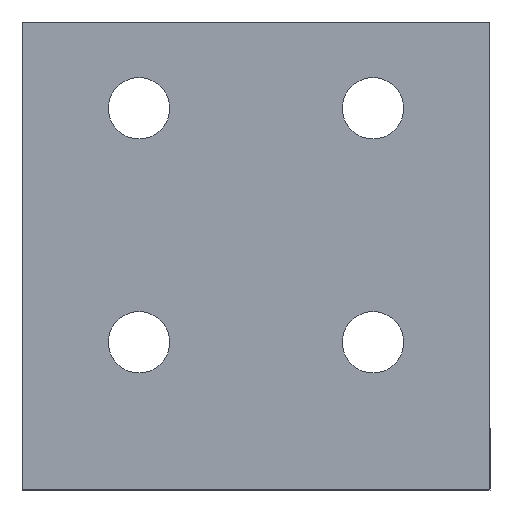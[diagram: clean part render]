
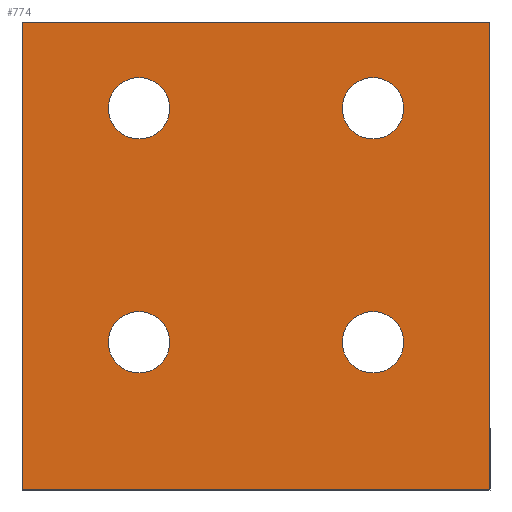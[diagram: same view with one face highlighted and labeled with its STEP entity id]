
A CAD part, left-side view. The second image highlights one B-rep face of the part: STEP entity #774.
In plain terms, the highlighted planar face has unit normal (-1, 0, 0).
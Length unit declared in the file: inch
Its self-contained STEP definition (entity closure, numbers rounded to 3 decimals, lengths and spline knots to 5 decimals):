
#2 = DIRECTION ( 'NONE',  ( 0., 0., -1. ) ) ;
#5 = CARTESIAN_POINT ( 'NONE',  ( -1.81445, 1.125, -0.68842 ) ) ;
#9 = CARTESIAN_POINT ( 'NONE',  ( -1.81445, 1.125, -0.78685 ) ) ;
#12 = CARTESIAN_POINT ( 'NONE',  ( -1.81445, 1.125, -0.88527 ) ) ;
#22 = CIRCLE ( 'NONE', #535, 0.09843 ) ;
#26 = VERTEX_POINT ( 'NONE', #813 ) ;
#44 = CIRCLE ( 'NONE', #192, 0.09843 ) ;
#45 = DIRECTION ( 'NONE',  ( 0., 0., 1. ) ) ;
#47 = ORIENTED_EDGE ( 'NONE', *, *, #126, .T. ) ;
#55 = CIRCLE ( 'NONE', #378, 0.09843 ) ;
#70 = VECTOR ( 'NONE', #529, 39.37008 ) ;
#77 = CIRCLE ( 'NONE', #211, 0.09843 ) ;
#79 = CARTESIAN_POINT ( 'NONE',  ( -1.81445, 1.5, -1.26027 ) ) ;
#85 = ORIENTED_EDGE ( 'NONE', *, *, #329, .F. ) ;
#89 = DIRECTION ( 'NONE',  ( 1., 0., 0. ) ) ;
#98 = VERTEX_POINT ( 'NONE', #425 ) ;
#100 = LINE ( 'NONE', #320, #327 ) ;
#124 = VERTEX_POINT ( 'NONE', #5 ) ;
#126 = EDGE_CURVE ( 'NONE', #124, #173, #321, .T. ) ;
#139 = CARTESIAN_POINT ( 'NONE',  ( -1.81445, 1.125, -0.03685 ) ) ;
#173 = VERTEX_POINT ( 'NONE', #12 ) ;
#175 = CIRCLE ( 'NONE', #348, 0.09843 ) ;
#178 = EDGE_LOOP ( 'NONE', ( #420, #801 ) ) ;
#183 = CARTESIAN_POINT ( 'NONE',  ( -1.81445, 1.5, 0.23973 ) ) ;
#192 = AXIS2_PLACEMENT_3D ( 'NONE', #556, #777, #630 ) ;
#206 = AXIS2_PLACEMENT_3D ( 'NONE', #497, #89, #222 ) ;
#211 = AXIS2_PLACEMENT_3D ( 'NONE', #386, #738, #456 ) ;
#216 = DIRECTION ( 'NONE',  ( 0., 0., -1. ) ) ;
#222 = DIRECTION ( 'NONE',  ( 0., 0., -1. ) ) ;
#237 = EDGE_CURVE ( 'NONE', #882, #26, #175, .T. ) ;
#242 = LINE ( 'NONE', #79, #876 ) ;
#263 = DIRECTION ( 'NONE',  ( 1., 0., 0. ) ) ;
#271 = CARTESIAN_POINT ( 'NONE',  ( -1.81445, 0., 0.23973 ) ) ;
#277 = DIRECTION ( 'NONE',  ( 1., 0., 0. ) ) ;
#303 = VERTEX_POINT ( 'NONE', #511 ) ;
#318 = ORIENTED_EDGE ( 'NONE', *, *, #516, .T. ) ;
#320 = CARTESIAN_POINT ( 'NONE',  ( -1.81445, 1.5, 0.23973 ) ) ;
#321 = CIRCLE ( 'NONE', #688, 0.09843 ) ;
#327 = VECTOR ( 'NONE', #390, 39.37008 ) ;
#329 = EDGE_CURVE ( 'NONE', #611, #406, #795, .T. ) ;
#331 = AXIS2_PLACEMENT_3D ( 'NONE', #139, #277, #2 ) ;
#338 = EDGE_CURVE ( 'NONE', #173, #124, #77, .T. ) ;
#344 = FACE_OUTER_BOUND ( 'NONE', #575, .T. ) ;
#348 = AXIS2_PLACEMENT_3D ( 'NONE', #865, #779, #429 ) ;
#353 = EDGE_CURVE ( 'NONE', #770, #614, #55, .T. ) ;
#372 = CARTESIAN_POINT ( 'NONE',  ( -1.81445, 0.375, -0.13527 ) ) ;
#378 = AXIS2_PLACEMENT_3D ( 'NONE', #870, #263, #452 ) ;
#379 = DIRECTION ( 'NONE',  ( 0., 0., -1. ) ) ;
#383 = EDGE_CURVE ( 'NONE', #406, #483, #100, .T. ) ;
#386 = CARTESIAN_POINT ( 'NONE',  ( -1.81445, 1.125, -0.78685 ) ) ;
#390 = DIRECTION ( 'NONE',  ( 0., -1., 0. ) ) ;
#395 = ORIENTED_EDGE ( 'NONE', *, *, #831, .T. ) ;
#396 = FACE_BOUND ( 'NONE', #473, .T. ) ;
#406 = VERTEX_POINT ( 'NONE', #736 ) ;
#408 = VERTEX_POINT ( 'NONE', #727 ) ;
#414 = VECTOR ( 'NONE', #45, 39.37008 ) ;
#420 = ORIENTED_EDGE ( 'NONE', *, *, #237, .T. ) ;
#425 = CARTESIAN_POINT ( 'NONE',  ( -1.81445, 0., -1.26027 ) ) ;
#429 = DIRECTION ( 'NONE',  ( 0., 0., -1. ) ) ;
#434 = CIRCLE ( 'NONE', #463, 0.09843 ) ;
#439 = CIRCLE ( 'NONE', #331, 0.09843 ) ;
#440 = EDGE_LOOP ( 'NONE', ( #395, #889 ) ) ;
#452 = DIRECTION ( 'NONE',  ( 0., 0., -1. ) ) ;
#456 = DIRECTION ( 'NONE',  ( 0., 0., -1. ) ) ;
#458 = FACE_BOUND ( 'NONE', #692, .T. ) ;
#463 = AXIS2_PLACEMENT_3D ( 'NONE', #679, #464, #821 ) ;
#464 = DIRECTION ( 'NONE',  ( 1., 0., 0. ) ) ;
#473 = EDGE_LOOP ( 'NONE', ( #557, #593 ) ) ;
#478 = CARTESIAN_POINT ( 'NONE',  ( -1.81445, 1.5, -1.26027 ) ) ;
#483 = VERTEX_POINT ( 'NONE', #598 ) ;
#497 = CARTESIAN_POINT ( 'NONE',  ( -1.81445, 1.5, 0.23973 ) ) ;
#504 = EDGE_CURVE ( 'NONE', #26, #882, #434, .T. ) ;
#511 = CARTESIAN_POINT ( 'NONE',  ( -1.81445, 0.375, -0.68842 ) ) ;
#516 = EDGE_CURVE ( 'NONE', #98, #483, #672, .T. ) ;
#529 = DIRECTION ( 'NONE',  ( 0., 0., 1. ) ) ;
#535 = AXIS2_PLACEMENT_3D ( 'NONE', #871, #657, #379 ) ;
#556 = CARTESIAN_POINT ( 'NONE',  ( -1.81445, 0.375, -0.78685 ) ) ;
#557 = ORIENTED_EDGE ( 'NONE', *, *, #694, .T. ) ;
#568 = ORIENTED_EDGE ( 'NONE', *, *, #338, .T. ) ;
#575 = EDGE_LOOP ( 'NONE', ( #318, #666, #85, #793 ) ) ;
#593 = ORIENTED_EDGE ( 'NONE', *, *, #353, .T. ) ;
#598 = CARTESIAN_POINT ( 'NONE',  ( -1.81445, 0., 0.23973 ) ) ;
#611 = VERTEX_POINT ( 'NONE', #478 ) ;
#614 = VERTEX_POINT ( 'NONE', #617 ) ;
#617 = CARTESIAN_POINT ( 'NONE',  ( -1.81445, 1.125, -0.13527 ) ) ;
#628 = DIRECTION ( 'NONE',  ( 1., 0., 0. ) ) ;
#630 = DIRECTION ( 'NONE',  ( 0., 0., -1. ) ) ;
#634 = CARTESIAN_POINT ( 'NONE',  ( -1.81445, 1.125, 0.06158 ) ) ;
#640 = FACE_BOUND ( 'NONE', #440, .T. ) ;
#657 = DIRECTION ( 'NONE',  ( 1., 0., 0. ) ) ;
#663 = EDGE_CURVE ( 'NONE', #611, #98, #242, .T. ) ;
#666 = ORIENTED_EDGE ( 'NONE', *, *, #383, .F. ) ;
#672 = LINE ( 'NONE', #271, #70 ) ;
#679 = CARTESIAN_POINT ( 'NONE',  ( -1.81445, 0.375, -0.03685 ) ) ;
#688 = AXIS2_PLACEMENT_3D ( 'NONE', #9, #628, #216 ) ;
#692 = EDGE_LOOP ( 'NONE', ( #568, #47 ) ) ;
#694 = EDGE_CURVE ( 'NONE', #614, #770, #439, .T. ) ;
#727 = CARTESIAN_POINT ( 'NONE',  ( -1.81445, 0.375, -0.88527 ) ) ;
#736 = CARTESIAN_POINT ( 'NONE',  ( -1.81445, 1.5, 0.23973 ) ) ;
#738 = DIRECTION ( 'NONE',  ( 1., 0., 0. ) ) ;
#759 = DIRECTION ( 'NONE',  ( 0., -1., 0. ) ) ;
#770 = VERTEX_POINT ( 'NONE', #634 ) ;
#774 = ADVANCED_FACE ( 'NONE', ( #827, #640, #396, #458, #344 ), #844, .F. ) ;
#777 = DIRECTION ( 'NONE',  ( 1., 0., 0. ) ) ;
#779 = DIRECTION ( 'NONE',  ( 1., 0., 0. ) ) ;
#793 = ORIENTED_EDGE ( 'NONE', *, *, #663, .T. ) ;
#795 = LINE ( 'NONE', #183, #414 ) ;
#801 = ORIENTED_EDGE ( 'NONE', *, *, #504, .T. ) ;
#813 = CARTESIAN_POINT ( 'NONE',  ( -1.81445, 0.375, 0.06158 ) ) ;
#821 = DIRECTION ( 'NONE',  ( 0., 0., -1. ) ) ;
#827 = FACE_BOUND ( 'NONE', #178, .T. ) ;
#831 = EDGE_CURVE ( 'NONE', #408, #303, #44, .T. ) ;
#844 = PLANE ( 'NONE',  #206 ) ;
#865 = CARTESIAN_POINT ( 'NONE',  ( -1.81445, 0.375, -0.03685 ) ) ;
#869 = EDGE_CURVE ( 'NONE', #303, #408, #22, .T. ) ;
#870 = CARTESIAN_POINT ( 'NONE',  ( -1.81445, 1.125, -0.03685 ) ) ;
#871 = CARTESIAN_POINT ( 'NONE',  ( -1.81445, 0.375, -0.78685 ) ) ;
#876 = VECTOR ( 'NONE', #759, 39.37008 ) ;
#882 = VERTEX_POINT ( 'NONE', #372 ) ;
#889 = ORIENTED_EDGE ( 'NONE', *, *, #869, .T. ) ;
